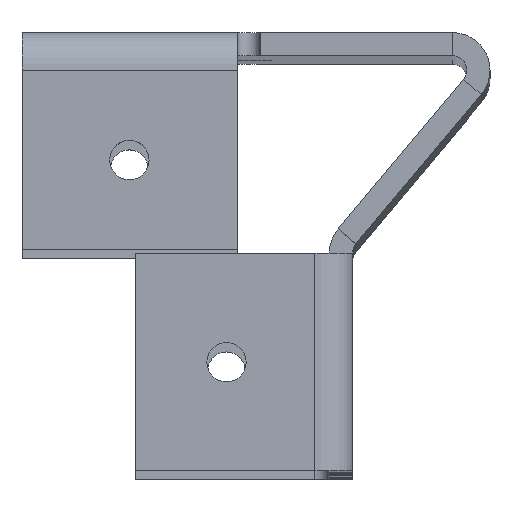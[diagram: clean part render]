
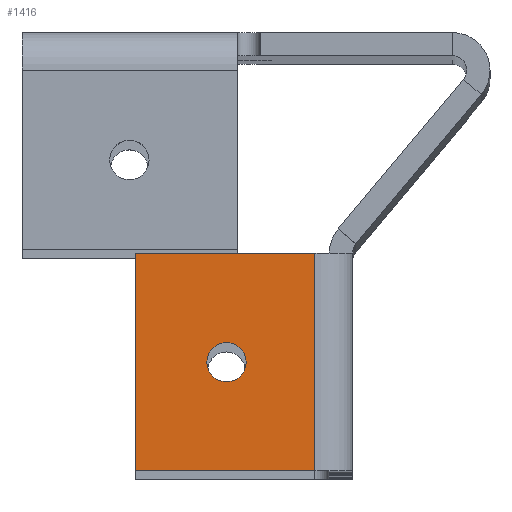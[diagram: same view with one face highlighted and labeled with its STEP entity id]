
A CAD part, top view. The second image highlights one B-rep face of the part: STEP entity #1416.
In plain terms, the highlighted planar face has unit normal (0, 0, 1).
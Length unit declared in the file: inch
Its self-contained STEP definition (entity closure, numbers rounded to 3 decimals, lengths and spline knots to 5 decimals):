
#44=FACE_BOUND('',#276,.T.);
#84=PLANE('',#1557);
#163=FACE_OUTER_BOUND('',#275,.T.);
#275=EDGE_LOOP('',(#1248,#1249,#1250,#1251));
#276=EDGE_LOOP('',(#1252));
#391=LINE('',#2316,#522);
#395=LINE('',#2326,#526);
#402=LINE('',#2342,#533);
#404=LINE('',#2345,#535);
#522=VECTOR('',#1906,0.3937);
#526=VECTOR('',#1916,0.086);
#533=VECTOR('',#1935,0.3937);
#535=VECTOR('',#1939,0.3937);
#556=CIRCLE('',#1438,0.068);
#620=VERTEX_POINT('',#2016);
#712=VERTEX_POINT('',#2314);
#713=VERTEX_POINT('',#2315);
#716=VERTEX_POINT('',#2324);
#719=VERTEX_POINT('',#2341);
#735=EDGE_CURVE('',#620,#620,#556,.T.);
#883=EDGE_CURVE('',#712,#713,#391,.T.);
#889=EDGE_CURVE('',#713,#716,#395,.T.);
#898=EDGE_CURVE('',#719,#712,#402,.T.);
#900=EDGE_CURVE('',#716,#719,#404,.T.);
#1248=ORIENTED_EDGE('',*,*,#883,.T.);
#1249=ORIENTED_EDGE('',*,*,#889,.T.);
#1250=ORIENTED_EDGE('',*,*,#900,.T.);
#1251=ORIENTED_EDGE('',*,*,#898,.T.);
#1252=ORIENTED_EDGE('',*,*,#735,.T.);
#1416=ADVANCED_FACE('',(#163,#44),#84,.T.);
#1438=AXIS2_PLACEMENT_3D('',#2017,#1592,#1593);
#1557=AXIS2_PLACEMENT_3D('',#2347,#1942,#1943);
#1592=DIRECTION('center_axis',(0.,0.,
-1.));
#1593=DIRECTION('ref_axis',(1.,0.,0.));
#1906=DIRECTION('',(0.,1.,0.));
#1916=DIRECTION('',(-1.,0.,0.));
#1935=DIRECTION('',(1.,0.,0.));
#1939=DIRECTION('',(0.,-1.,0.));
#1942=DIRECTION('center_axis',(0.,0.,
1.));
#1943=DIRECTION('ref_axis',(0.,1.,0.));
#2016=CARTESIAN_POINT('',(19.56127,5.62139,0.00425));
#2017=CARTESIAN_POINT('Origin',(19.62927,5.62139,0.00425));
#2314=CARTESIAN_POINT('',(19.93471,5.24585,0.00425));
#2315=CARTESIAN_POINT('',(19.93471,5.99854,0.00425));
#2316=CARTESIAN_POINT('',(19.93471,5.62219,0.00425));
#2324=CARTESIAN_POINT('',(19.31471,5.99854,0.00425));
#2326=CARTESIAN_POINT('',(20.20489,5.99854,0.00425));
#2341=CARTESIAN_POINT('',(19.31471,5.24585,0.00425));
#2342=CARTESIAN_POINT('',(19.93471,5.24585,0.00425));
#2345=CARTESIAN_POINT('',(19.31471,5.24585,0.00425));
#2347=CARTESIAN_POINT('Origin',(28.43481,7.60635,0.00425));
